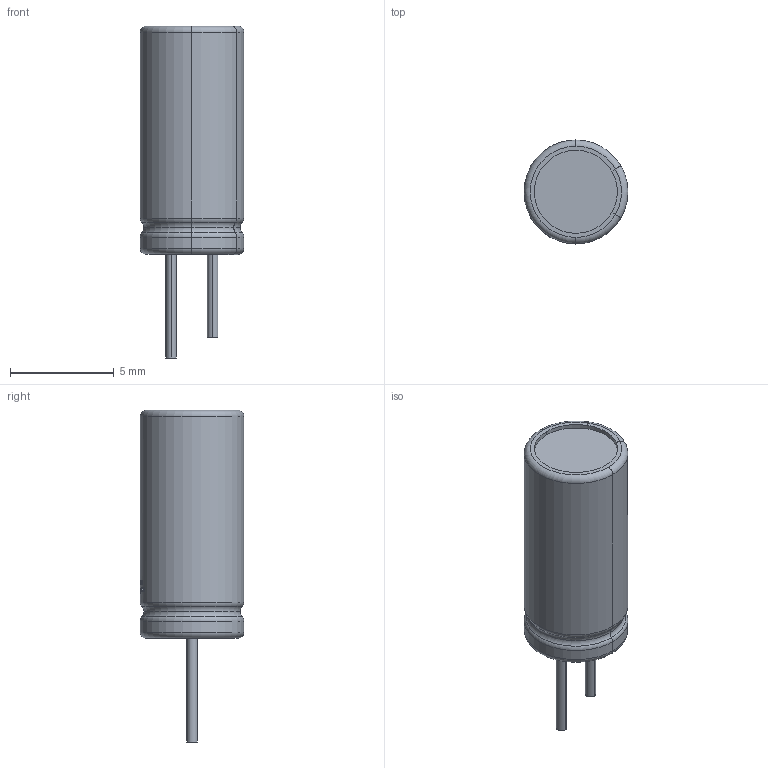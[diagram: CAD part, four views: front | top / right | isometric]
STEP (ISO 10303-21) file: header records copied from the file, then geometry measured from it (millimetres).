
FILE_DESCRIPTION (( 'STEP AP214' ), '1' );
FILE_NAME ('CAP-TH_BD5.0-P2.00-D0.5-FD-A.STEP', '2022-08-20T01:59:37', ( '' ), ( '' ), 'SwSTEP 2.0', 'SolidWorks 2020', '' );
FILE_SCHEMA (( 'AUTOMOTIVE_DESIGN' ));
Length unit declared in the file: millimetre
Products named in the file (1): CAP-TH_BD5.0-P2.00-D0.5-FD-A
Bounding box: 5.01 x 5.01 x 16.01 mm (x, y, z)
Volume: 211.2 mm3; surface area: 229.2 mm2
Topology: 1 solids, 1 shells, 273 faces, 736 edges, 486 vertices
Faces by surface type: bspline 121, plane 93, cylinder 35, torus 24
Entity records: 12356 total; most frequent: CARTESIAN_POINT 3414, ORIENTED_EDGE 1472, DIRECTION 839, EDGE_CURVE 736, VERTEX_POINT 486, B_SPLINE_CURVE_WITH_KNOTS 391, AXIS2_PLACEMENT_3D 341, EDGE_LOOP 294
